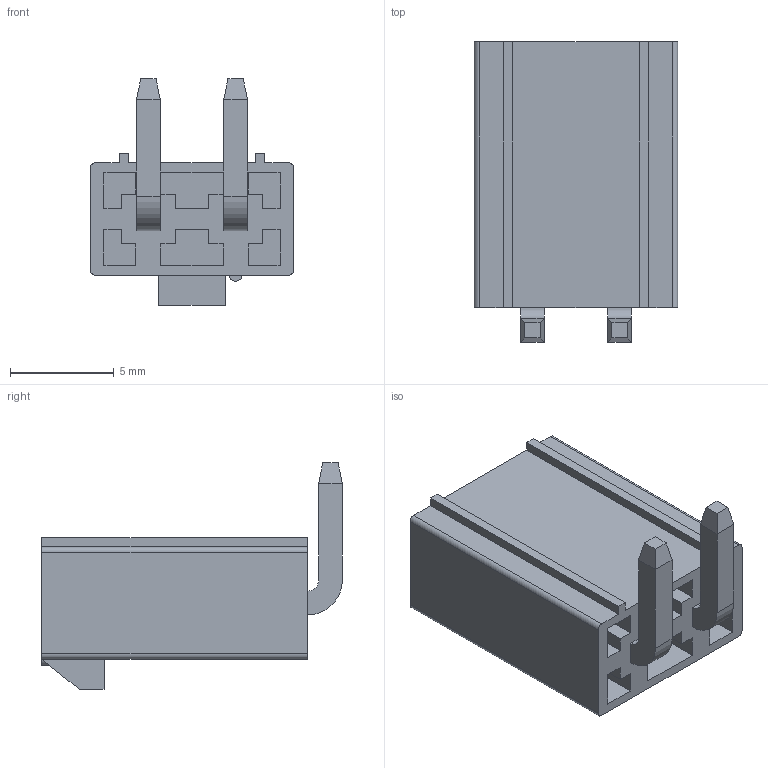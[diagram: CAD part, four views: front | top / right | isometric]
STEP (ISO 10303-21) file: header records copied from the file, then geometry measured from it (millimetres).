
FILE_DESCRIPTION((''),'2;1');
FILE_NAME('FWF42007-S03B22TK','2025-05-16T',('工程三'),(''),'PRO/ENGINEER BY PARAMETRIC TECHNOLOGY CORPORATION, 2010280','PRO/ENGINEER BY PARAMETRIC TECHNOLOGY CORPORATION, 2010280','');
FILE_SCHEMA(('CONFIG_CONTROL_DESIGN'));
Length unit declared in the file: millimetre
Products named in the file (1): FWF42007-S03B22TK
Bounding box: 9.8 x 14.47 x 10.9 mm (x, y, z)
Volume: 423.9 mm3; surface area: 1037.8 mm2
Topology: 1 solids, 1 shells, 123 faces, 309 edges, 200 vertices
Faces by surface type: plane 114, cylinder 9
Entity records: 3635 total; most frequent: CARTESIAN_POINT 632, ORIENTED_EDGE 618, DIRECTION 573, EDGE_CURVE 309, VECTOR 291, LINE 291, VERTEX_POINT 200, AXIS2_PLACEMENT_3D 141
